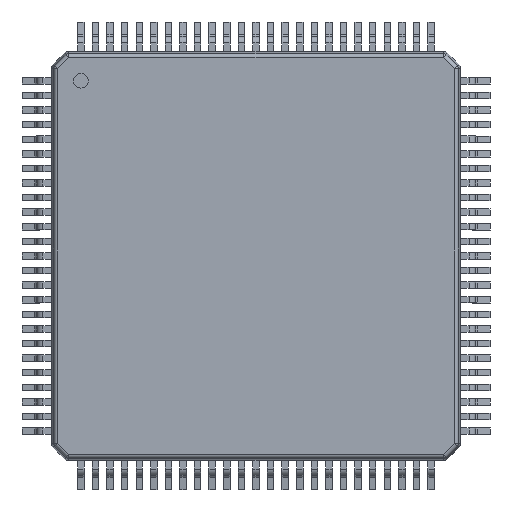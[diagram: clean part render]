
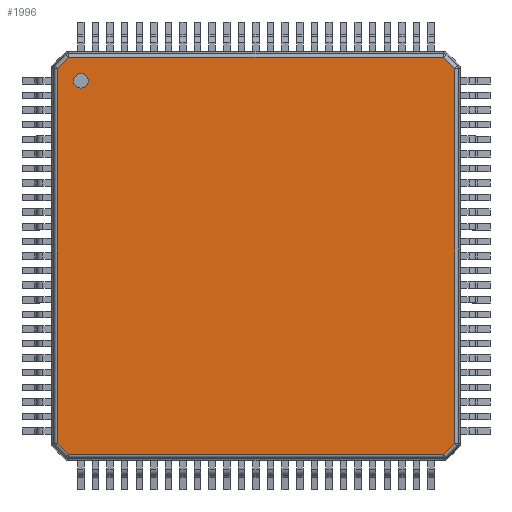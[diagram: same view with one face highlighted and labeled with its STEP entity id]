
A CAD part, top view. The second image highlights one B-rep face of the part: STEP entity #1996.
In plain terms, the highlighted face is planar.
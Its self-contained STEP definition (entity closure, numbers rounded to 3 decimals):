
#28=CARTESIAN_POINT('',(-6.,0.438,-6.));
#29=DIRECTION('',(0.,1.,0.));
#30=DIRECTION('',(1.,0.,0.));
#31=AXIS2_PLACEMENT_3D('',#28,#29,#30);
#37=CARTESIAN_POINT('',(-6.,0.438,-6.));
#38=DIRECTION('',(0.,1.,0.));
#39=DIRECTION('',(-1.,0.,0.));
#40=AXIS2_PLACEMENT_3D('',#37,#38,#39);
#45=DIRECTION('',(0.,0.,1.));
#46=VECTOR('',#45,12.842);
#47=CARTESIAN_POINT('',(-6.804,0.438,-6.419));
#48=LINE('',#47,#46);
#167=DIRECTION('',(-0.707,0.,-0.707));
#168=VECTOR('',#167,0.539);
#169=CARTESIAN_POINT('',(-6.423,0.438,6.804));
#170=LINE('',#169,#168);
#198=DIRECTION('',(1.,0.,0.));
#199=VECTOR('',#198,12.846);
#200=CARTESIAN_POINT('',(-6.423,0.438,6.804));
#201=LINE('',#200,#199);
#243=DIRECTION('',(-0.707,0.,0.707));
#244=VECTOR('',#243,0.539);
#245=CARTESIAN_POINT('',(6.804,0.438,6.423));
#246=LINE('',#245,#244);
#351=DIRECTION('',(0.,0.,-1.));
#352=VECTOR('',#351,12.842);
#353=CARTESIAN_POINT('',(6.804,0.438,6.423));
#354=LINE('',#353,#352);
#396=DIRECTION('',(0.707,0.,0.707));
#397=VECTOR('',#396,0.545);
#398=CARTESIAN_POINT('',(6.419,0.438,-6.804));
#399=LINE('',#398,#397);
#504=DIRECTION('',(-1.,0.,0.));
#505=VECTOR('',#504,12.838);
#506=CARTESIAN_POINT('',(6.419,0.438,-6.804));
#507=LINE('',#506,#505);
#549=DIRECTION('',(0.707,0.,-0.707));
#550=VECTOR('',#549,0.545);
#551=CARTESIAN_POINT('',(-6.804,0.438,-6.419));
#552=LINE('',#551,#550);
#1719=CARTESIAN_POINT('',(-6.804,0.438,-6.419));
#1720=CARTESIAN_POINT('',(-6.804,0.438,6.423));
#1721=VERTEX_POINT('',#1719);
#1722=VERTEX_POINT('',#1720);
#1731=CARTESIAN_POINT('',(-6.419,0.438,-6.804));
#1732=VERTEX_POINT('',#1731);
#1733=CARTESIAN_POINT('',(6.419,0.438,-6.804));
#1734=VERTEX_POINT('',#1733);
#1743=CARTESIAN_POINT('',(6.804,0.438,-6.419));
#1744=VERTEX_POINT('',#1743);
#1745=CARTESIAN_POINT('',(6.804,0.438,6.423));
#1746=VERTEX_POINT('',#1745);
#1755=CARTESIAN_POINT('',(6.423,0.438,6.804));
#1756=VERTEX_POINT('',#1755);
#1757=CARTESIAN_POINT('',(-6.423,0.438,6.804));
#1758=VERTEX_POINT('',#1757);
#1883=CARTESIAN_POINT('',(-5.75,0.438,-6.));
#1884=CARTESIAN_POINT('',(-6.25,0.438,-6.));
#1885=VERTEX_POINT('',#1883);
#1886=VERTEX_POINT('',#1884);
#1967=CARTESIAN_POINT('',(0.,0.438,0.));
#1968=DIRECTION('',(0.,1.,0.));
#1969=DIRECTION('',(1.,0.,0.));
#1970=AXIS2_PLACEMENT_3D('',#1967,#1968,#1969);
#1971=PLANE('',#1970);
#1973=ORIENTED_EDGE('',*,*,#1972,.F.);
#1975=ORIENTED_EDGE('',*,*,#1974,.T.);
#1977=ORIENTED_EDGE('',*,*,#1976,.F.);
#1979=ORIENTED_EDGE('',*,*,#1978,.T.);
#1981=ORIENTED_EDGE('',*,*,#1980,.F.);
#1983=ORIENTED_EDGE('',*,*,#1982,.T.);
#1985=ORIENTED_EDGE('',*,*,#1984,.F.);
#1987=ORIENTED_EDGE('',*,*,#1986,.T.);
#1988=EDGE_LOOP('',(#1973,#1975,#1977,#1979,#1981,#1983,#1985,#1987));
#1989=FACE_OUTER_BOUND('',#1988,.F.);
#1991=ORIENTED_EDGE('',*,*,#1990,.T.);
#1993=ORIENTED_EDGE('',*,*,#1992,.T.);
#1994=EDGE_LOOP('',(#1991,#1993));
#1995=FACE_BOUND('',#1994,.F.);
#32=CIRCLE('',#31,0.25);
#41=CIRCLE('',#40,0.25);
#1972=EDGE_CURVE('',#1721,#1722,#48,.T.);
#1974=EDGE_CURVE('',#1721,#1732,#552,.T.);
#1976=EDGE_CURVE('',#1734,#1732,#507,.T.);
#1978=EDGE_CURVE('',#1734,#1744,#399,.T.);
#1980=EDGE_CURVE('',#1746,#1744,#354,.T.);
#1982=EDGE_CURVE('',#1746,#1756,#246,.T.);
#1984=EDGE_CURVE('',#1758,#1756,#201,.T.);
#1986=EDGE_CURVE('',#1758,#1722,#170,.T.);
#1990=EDGE_CURVE('',#1885,#1886,#32,.T.);
#1992=EDGE_CURVE('',#1886,#1885,#41,.T.);
#1996=ADVANCED_FACE('',(#1989,#1995),#1971,.T.);
